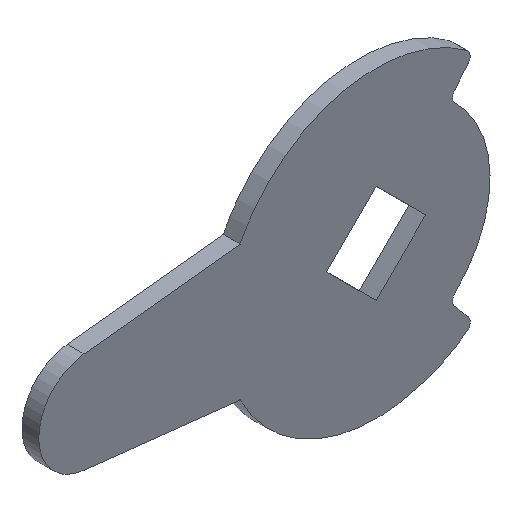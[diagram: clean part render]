
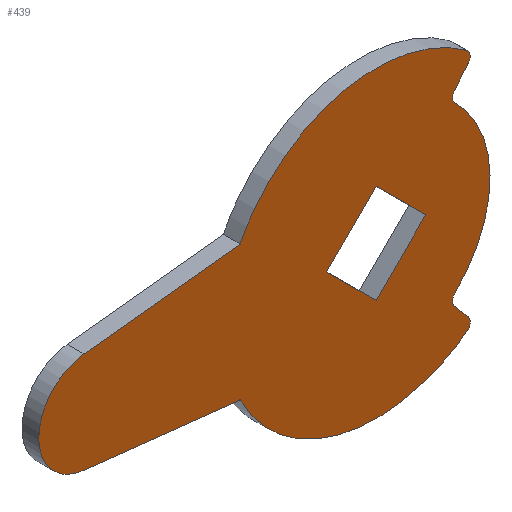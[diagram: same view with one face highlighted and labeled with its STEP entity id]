
A CAD part, isometric view. The second image highlights one B-rep face of the part: STEP entity #439.
In plain terms, the highlighted free-form (B-spline) face has degree [1, 1] with [2, 2] control points.
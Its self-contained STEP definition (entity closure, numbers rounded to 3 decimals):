
#242=CARTESIAN_POINT('',(-42.672,-2.0,19.798));
#243=CARTESIAN_POINT('',(16.172,-2.0,19.798));
#244=CARTESIAN_POINT('',(-42.672,-2.0,-19.798));
#245=CARTESIAN_POINT('',(16.172,-2.0,-19.798));
#246=B_SPLINE_SURFACE_WITH_KNOTS('',1,1,((#242,#244),(#243,#245)),.UNSPECIFIED.,.F.,.F.,.U.,(2,2),(2,2),(0.0,58.844),(0.0,39.596),.UNSPECIFIED.);
#247=CARTESIAN_POINT('',(10.739,-2.0,14.446));
#248=VERTEX_POINT('',#247);
#249=CARTESIAN_POINT('',(-16.125,-2.0,8.));
#250=VERTEX_POINT('',#249);
#251=CARTESIAN_POINT('',(10.739,-2.0,14.446));
#252=CARTESIAN_POINT('',(3.985,-2.,19.467));
#253=CARTESIAN_POINT('',(-4.2,-2.0,17.503));
#254=CARTESIAN_POINT('',(-12.384,-2.,15.54));
#255=CARTESIAN_POINT('',(-16.125,-2.0,8.));
#263=(BOUNDED_CURVE()B_SPLINE_CURVE(2,(#251,#252,#253,#254,#255),.UNSPECIFIED.,.F.,.U.)B_SPLINE_CURVE_WITH_KNOTS((3,2,3),(0.0,0.5,1.0),.UNSPECIFIED.)CURVE()GEOMETRIC_REPRESENTATION_ITEM()RATIONAL_B_SPLINE_CURVE((1.0,0.906,1.0,0.906,1.0))REPRESENTATION_ITEM(''));
#264=EDGE_CURVE('',#248,#250,#263,.T.);
#265=ORIENTED_EDGE('',*,*,#264,.T.);
#266=CARTESIAN_POINT('',(-34.633,-2.0,5.966));
#267=VERTEX_POINT('',#266);
#268=CARTESIAN_POINT('',(-16.125,-2.0,8.));
#269=CARTESIAN_POINT('',(-34.633,-2.0,5.966));
#270=QUASI_UNIFORM_CURVE('',1,(#268,#269),.UNSPECIFIED.,.F.,.U.);
#271=EDGE_CURVE('',#250,#267,#270,.T.);
#272=ORIENTED_EDGE('',*,*,#271,.T.);
#273=CARTESIAN_POINT('',(-34.633,-2.0,-5.966));
#274=VERTEX_POINT('',#273);
#275=CARTESIAN_POINT('',(-34.633,-2.0,5.966));
#276=CARTESIAN_POINT('',(-40.,-2.0,5.397));
#277=CARTESIAN_POINT('',(-40.,-2.0,0.));
#278=CARTESIAN_POINT('',(-40.,-2.0,-5.397));
#279=CARTESIAN_POINT('',(-34.633,-2.0,-5.966));
#287=(BOUNDED_CURVE()B_SPLINE_CURVE(2,(#275,#276,#277,#278,#279),.UNSPECIFIED.,.F.,.U.)B_SPLINE_CURVE_WITH_KNOTS((3,2,3),(0.0,0.5,1.0),.UNSPECIFIED.)CURVE()GEOMETRIC_REPRESENTATION_ITEM()RATIONAL_B_SPLINE_CURVE((1.0,0.743,1.0,0.743,1.0))REPRESENTATION_ITEM(''));
#288=EDGE_CURVE('',#267,#274,#287,.T.);
#289=ORIENTED_EDGE('',*,*,#288,.T.);
#290=CARTESIAN_POINT('',(-16.125,-2.0,-8.));
#291=VERTEX_POINT('',#290);
#292=CARTESIAN_POINT('',(-34.633,-2.0,-5.966));
#293=CARTESIAN_POINT('',(-16.125,-2.0,-8.));
#294=QUASI_UNIFORM_CURVE('',1,(#292,#293),.UNSPECIFIED.,.F.,.U.);
#295=EDGE_CURVE('',#274,#291,#294,.T.);
#296=ORIENTED_EDGE('',*,*,#295,.T.);
#297=CARTESIAN_POINT('',(10.739,-2.0,-14.445));
#298=VERTEX_POINT('',#297);
#299=CARTESIAN_POINT('',(-16.125,-2.0,-8.));
#300=CARTESIAN_POINT('',(-12.384,-2.,-15.54));
#301=CARTESIAN_POINT('',(-4.2,-2.0,-17.503));
#302=CARTESIAN_POINT('',(3.985,-2.,-19.467));
#303=CARTESIAN_POINT('',(10.739,-2.0,-14.445));
#311=(BOUNDED_CURVE()B_SPLINE_CURVE(2,(#299,#300,#301,#302,#303),.UNSPECIFIED.,.F.,.U.)B_SPLINE_CURVE_WITH_KNOTS((3,2,3),(0.0,0.5,1.0),.UNSPECIFIED.)CURVE()GEOMETRIC_REPRESENTATION_ITEM()RATIONAL_B_SPLINE_CURVE((1.0,0.906,1.0,0.906,1.0))REPRESENTATION_ITEM(''));
#312=EDGE_CURVE('',#291,#298,#311,.T.);
#313=ORIENTED_EDGE('',*,*,#312,.T.);
#314=CARTESIAN_POINT('',(10.904,-2.0,-12.995));
#315=VERTEX_POINT('',#314);
#316=CARTESIAN_POINT('',(10.739,-2.0,-14.445));
#317=CARTESIAN_POINT('',(11.087,-2.,-14.187));
#318=CARTESIAN_POINT('',(11.136,-2.0,-13.756));
#319=CARTESIAN_POINT('',(11.185,-2.,-13.325));
#320=CARTESIAN_POINT('',(10.904,-2.0,-12.995));
#328=(BOUNDED_CURVE()B_SPLINE_CURVE(2,(#316,#317,#318,#319,#320),.UNSPECIFIED.,.F.,.U.)B_SPLINE_CURVE_WITH_KNOTS((3,2,3),(0.0,0.5,1.0),.UNSPECIFIED.)CURVE()GEOMETRIC_REPRESENTATION_ITEM()RATIONAL_B_SPLINE_CURVE((1.0,0.917,1.0,0.917,1.0))REPRESENTATION_ITEM(''));
#329=EDGE_CURVE('',#298,#315,#328,.T.);
#330=ORIENTED_EDGE('',*,*,#329,.T.);
#331=CARTESIAN_POINT('',(9.303,-2.0,-11.087));
#332=VERTEX_POINT('',#331);
#333=CARTESIAN_POINT('',(10.904,-2.0,-12.995));
#334=CARTESIAN_POINT('',(9.303,-2.0,-11.087));
#335=QUASI_UNIFORM_CURVE('',1,(#333,#334),.UNSPECIFIED.,.F.,.U.);
#336=EDGE_CURVE('',#315,#332,#335,.T.);
#337=ORIENTED_EDGE('',*,*,#336,.T.);
#338=CARTESIAN_POINT('',(9.37,-2.0,-9.718));
#339=VERTEX_POINT('',#338);
#340=CARTESIAN_POINT('',(9.37,-2.0,-9.718));
#341=CARTESIAN_POINT('',(8.694,-2.,-10.371));
#342=CARTESIAN_POINT('',(9.303,-2.0,-11.087));
#350=(BOUNDED_CURVE()B_SPLINE_CURVE(2,(#340,#341,#342),.UNSPECIFIED.,.F.,.U.)CURVE()GEOMETRIC_REPRESENTATION_ITEM()QUASI_UNIFORM_CURVE()RATIONAL_B_SPLINE_CURVE((1.0,0.729,1.0))REPRESENTATION_ITEM(''));
#351=EDGE_CURVE('',#339,#332,#350,.T.);
#352=ORIENTED_EDGE('',*,*,#351,.F.);
#353=CARTESIAN_POINT('',(9.37,-2.0,9.719));
#354=VERTEX_POINT('',#353);
#355=CARTESIAN_POINT('',(9.37,-2.0,-9.718));
#356=CARTESIAN_POINT('',(13.5,-2.,-5.737));
#357=CARTESIAN_POINT('',(13.5,-2.0,0.));
#358=CARTESIAN_POINT('',(13.5,-2.,5.737));
#359=CARTESIAN_POINT('',(9.37,-2.0,9.719));
#367=(BOUNDED_CURVE()B_SPLINE_CURVE(2,(#355,#356,#357,#358,#359),.UNSPECIFIED.,.F.,.U.)B_SPLINE_CURVE_WITH_KNOTS((3,2,3),(0.0,0.5,1.0),.UNSPECIFIED.)CURVE()GEOMETRIC_REPRESENTATION_ITEM()RATIONAL_B_SPLINE_CURVE((1.0,0.92,1.0,0.92,1.0))REPRESENTATION_ITEM(''));
#368=EDGE_CURVE('',#339,#354,#367,.T.);
#369=ORIENTED_EDGE('',*,*,#368,.T.);
#370=CARTESIAN_POINT('',(9.303,-2.0,11.087));
#371=VERTEX_POINT('',#370);
#372=CARTESIAN_POINT('',(9.303,-2.0,11.087));
#373=CARTESIAN_POINT('',(8.693,-2.,10.371));
#374=CARTESIAN_POINT('',(9.37,-2.0,9.719));
#382=(BOUNDED_CURVE()B_SPLINE_CURVE(2,(#372,#373,#374),.UNSPECIFIED.,.F.,.U.)CURVE()GEOMETRIC_REPRESENTATION_ITEM()QUASI_UNIFORM_CURVE()RATIONAL_B_SPLINE_CURVE((1.0,0.729,1.0))REPRESENTATION_ITEM(''));
#383=EDGE_CURVE('',#371,#354,#382,.T.);
#384=ORIENTED_EDGE('',*,*,#383,.F.);
#385=CARTESIAN_POINT('',(10.904,-2.0,12.995));
#386=VERTEX_POINT('',#385);
#387=CARTESIAN_POINT('',(9.303,-2.0,11.087));
#388=CARTESIAN_POINT('',(10.904,-2.0,12.995));
#389=QUASI_UNIFORM_CURVE('',1,(#387,#388),.UNSPECIFIED.,.F.,.U.);
#390=EDGE_CURVE('',#371,#386,#389,.T.);
#391=ORIENTED_EDGE('',*,*,#390,.T.);
#392=CARTESIAN_POINT('',(10.904,-2.0,12.995));
#393=CARTESIAN_POINT('',(11.185,-2.,13.325));
#394=CARTESIAN_POINT('',(11.136,-2.0,13.756));
#395=CARTESIAN_POINT('',(11.087,-2.,14.187));
#396=CARTESIAN_POINT('',(10.739,-2.0,14.446));
#404=(BOUNDED_CURVE()B_SPLINE_CURVE(2,(#392,#393,#394,#395,#396),.UNSPECIFIED.,.F.,.U.)B_SPLINE_CURVE_WITH_KNOTS((3,2,3),(0.0,0.5,1.0),.UNSPECIFIED.)CURVE()GEOMETRIC_REPRESENTATION_ITEM()RATIONAL_B_SPLINE_CURVE((1.0,0.917,1.0,0.917,1.0))REPRESENTATION_ITEM(''));
#405=EDGE_CURVE('',#386,#248,#404,.T.);
#406=ORIENTED_EDGE('',*,*,#405,.T.);
#407=EDGE_LOOP('',(#265,#272,#289,#296,#313,#330,#337,#352,#369,#384,#391,#406));
#408=FACE_OUTER_BOUND('',#407,.T.);
#409=CARTESIAN_POINT('',(0.,-2.0,5.869));
#410=VERTEX_POINT('',#409);
#411=CARTESIAN_POINT('',(-5.869,-2.0,0.0));
#412=VERTEX_POINT('',#411);
#413=CARTESIAN_POINT('',(0.,-2.0,5.869));
#414=CARTESIAN_POINT('',(-5.869,-2.0,0.0));
#415=QUASI_UNIFORM_CURVE('',1,(#413,#414),.UNSPECIFIED.,.F.,.U.);
#416=EDGE_CURVE('',#410,#412,#415,.T.);
#417=ORIENTED_EDGE('',*,*,#416,.F.);
#418=CARTESIAN_POINT('',(5.869,-2.0,0.0));
#419=VERTEX_POINT('',#418);
#420=CARTESIAN_POINT('',(5.869,-2.0,0.0));
#421=CARTESIAN_POINT('',(0.,-2.0,5.869));
#422=QUASI_UNIFORM_CURVE('',1,(#420,#421),.UNSPECIFIED.,.F.,.U.);
#423=EDGE_CURVE('',#419,#410,#422,.T.);
#424=ORIENTED_EDGE('',*,*,#423,.F.);
#425=CARTESIAN_POINT('',(0.,-2.0,-5.869));
#426=VERTEX_POINT('',#425);
#427=CARTESIAN_POINT('',(0.,-2.0,-5.869));
#428=CARTESIAN_POINT('',(5.869,-2.0,0.0));
#429=QUASI_UNIFORM_CURVE('',1,(#427,#428),.UNSPECIFIED.,.F.,.U.);
#430=EDGE_CURVE('',#426,#419,#429,.T.);
#431=ORIENTED_EDGE('',*,*,#430,.F.);
#432=CARTESIAN_POINT('',(-5.869,-2.0,0.0));
#433=CARTESIAN_POINT('',(0.,-2.0,-5.869));
#434=QUASI_UNIFORM_CURVE('',1,(#432,#433),.UNSPECIFIED.,.F.,.U.);
#435=EDGE_CURVE('',#412,#426,#434,.T.);
#436=ORIENTED_EDGE('',*,*,#435,.F.);
#437=EDGE_LOOP('',(#417,#424,#431,#436));
#438=FACE_BOUND('',#437,.T.);
#439=ADVANCED_FACE('',(#408,#438),#246,.F.);
